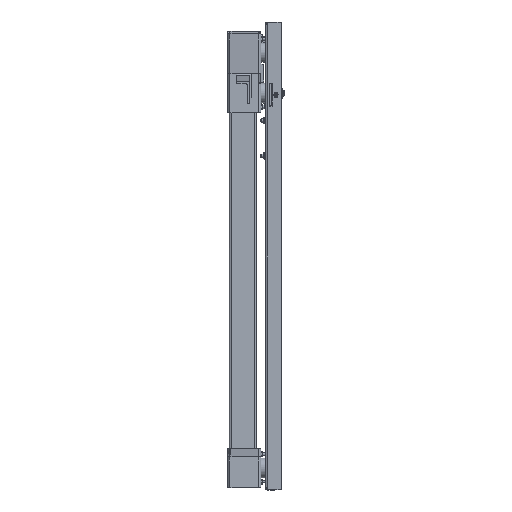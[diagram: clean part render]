
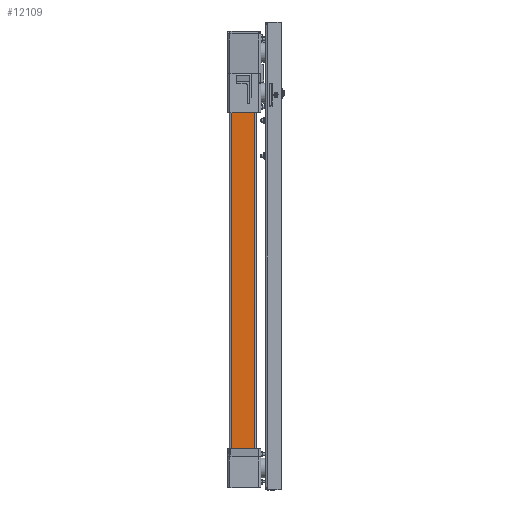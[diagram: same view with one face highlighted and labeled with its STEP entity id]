
A CAD part, front view. The second image highlights one B-rep face of the part: STEP entity #12109.
In plain terms, the highlighted face is planar.
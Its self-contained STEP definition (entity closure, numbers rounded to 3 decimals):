
#2051=FACE_OUTER_BOUND('',#2837,.T.);
#2837=EDGE_LOOP('',(#9596,#9597,#9598,#9599));
#3739=LINE('',#22927,#4703);
#3752=LINE('',#22965,#4716);
#3753=LINE('',#22969,#4717);
#3754=LINE('',#22970,#4718);
#4703=VECTOR('',#16351,10.);
#4716=VECTOR('',#16384,10.);
#4717=VECTOR('',#16389,10.);
#4718=VECTOR('',#16390,10.);
#5685=VERTEX_POINT('',#22924);
#5686=VERTEX_POINT('',#22926);
#5701=VERTEX_POINT('',#22964);
#5702=VERTEX_POINT('',#22968);
#7075=EDGE_CURVE('',#5686,#5685,#3739,.T.);
#7094=EDGE_CURVE('',#5701,#5686,#3752,.T.);
#7096=EDGE_CURVE('',#5702,#5685,#3753,.T.);
#7097=EDGE_CURVE('',#5702,#5701,#3754,.T.);
#9596=ORIENTED_EDGE('',*,*,#7075,.T.);
#9597=ORIENTED_EDGE('',*,*,#7096,.F.);
#9598=ORIENTED_EDGE('',*,*,#7097,.T.);
#9599=ORIENTED_EDGE('',*,*,#7094,.T.);
#11631=PLANE('',#13847);
#12109=ADVANCED_FACE('',(#2051),#11631,.T.);
#13847=AXIS2_PLACEMENT_3D('',#22967,#16387,#16388);
#16351=DIRECTION('',(0.,1.,0.));
#16384=DIRECTION('',(0.,0.,1.));
#16387=DIRECTION('center_axis',(-1.,0.,0.));
#16388=DIRECTION('ref_axis',(0.,0.,1.));
#16389=DIRECTION('',(0.,0.,1.));
#16390=DIRECTION('',(0.,-1.,0.));
#22924=CARTESIAN_POINT('',(-27.5,57.,434.094));
#22926=CARTESIAN_POINT('',(-27.5,5.,434.094));
#22927=CARTESIAN_POINT('',(-27.5,33.5,434.094));
#22964=CARTESIAN_POINT('',(-27.5,5.,-436.5));
#22965=CARTESIAN_POINT('',(-27.5,5.,0.));
#22967=CARTESIAN_POINT('Origin',(-27.5,5.,0.));
#22968=CARTESIAN_POINT('',(-27.5,57.,-436.5));
#22969=CARTESIAN_POINT('',(-27.5,57.,0.));
#22970=CARTESIAN_POINT('',(-27.5,57.,-436.5));
